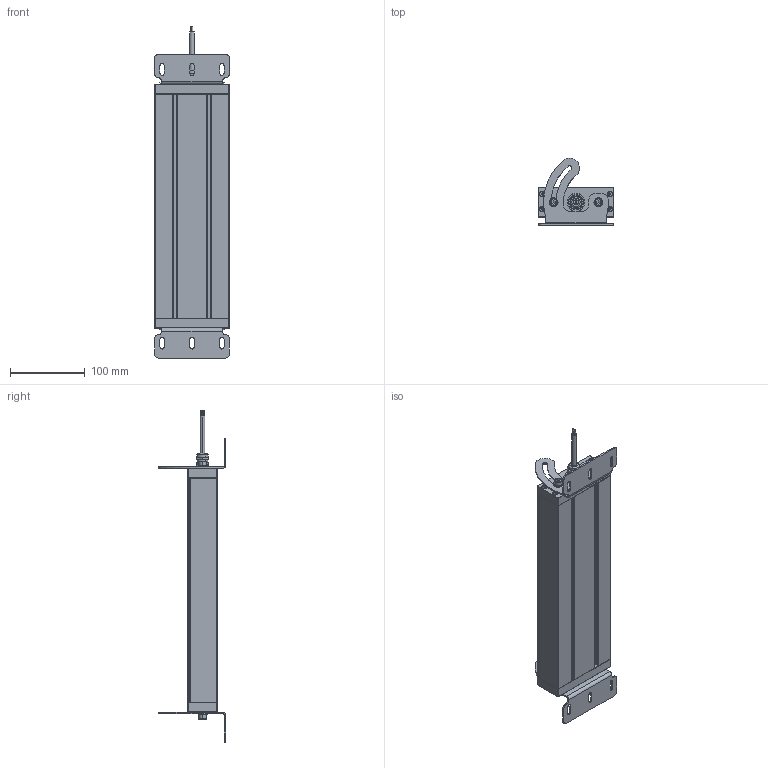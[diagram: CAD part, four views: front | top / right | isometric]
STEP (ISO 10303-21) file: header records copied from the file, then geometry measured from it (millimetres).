
FILE_DESCRIPTION (( 'STEP AP203' ), '1' );
FILE_NAME ('HN0221S0307.step', '2021-06-09T14:38:12', ( '' ), ( '' ), 'SwSTEP 2.0', 'SolidWorks 2021', '' );
FILE_SCHEMA (( 'CONFIG_CONTROL_DESIGN' ));
Length unit declared in the file: millimetre
Products named in the file (1): HN0221S0307
Bounding box: 100 x 90.16 x 443.5 mm (x, y, z)
Volume: 528208.4 mm3; surface area: 316020.1 mm2
Topology: 29 solids, 29 shells, 1179 faces, 3081 edges, 1974 vertices
Faces by surface type: plane 498, cylinder 473, cone 142, torus 66
Entity records: 36116 total; most frequent: DIRECTION 6477, CARTESIAN_POINT 6443, ORIENTED_EDGE 6066, EDGE_CURVE 3033, AXIS2_PLACEMENT_3D 2392, VERTEX_POINT 1974, LINE 1693, VECTOR 1693
